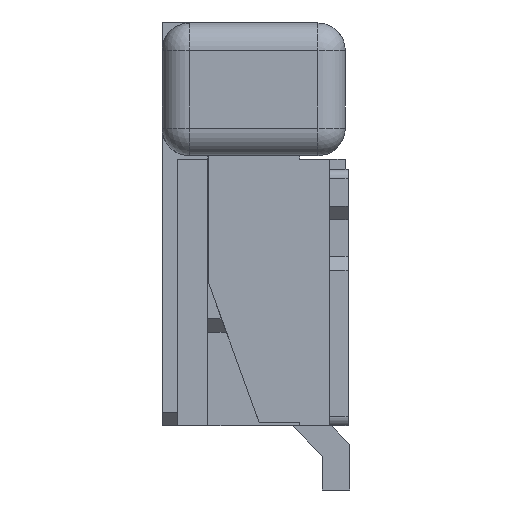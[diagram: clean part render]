
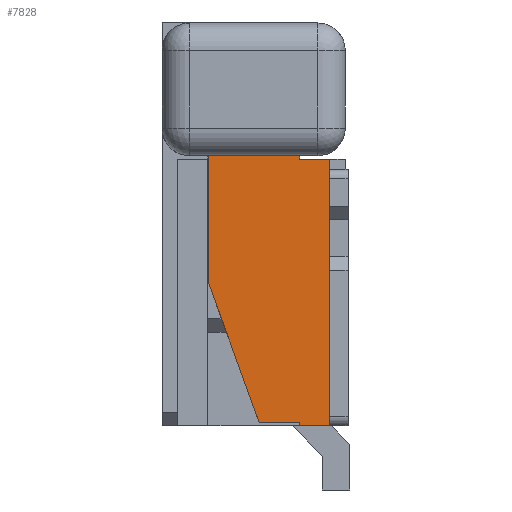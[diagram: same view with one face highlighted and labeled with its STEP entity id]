
A CAD part, left-side view. The second image highlights one B-rep face of the part: STEP entity #7828.
In plain terms, the highlighted planar face has unit normal (-1, 0, 0).
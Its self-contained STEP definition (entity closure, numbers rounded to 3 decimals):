
#504=DIRECTION('',(0.,0.,-1.));
#505=VECTOR('',#504,1.399);
#506=CARTESIAN_POINT('',(-8.37,0.49,-1.45));
#507=LINE('',#506,#505);
#524=DIRECTION('',(0.,0.,-1.));
#525=VECTOR('',#524,0.04);
#526=CARTESIAN_POINT('',(-8.37,-0.5,-1.45));
#527=LINE('',#526,#525);
#528=DIRECTION('',(0.,1.,0.));
#529=VECTOR('',#528,0.33);
#530=CARTESIAN_POINT('',(-8.37,-0.83,-1.49));
#531=LINE('',#530,#529);
#532=DIRECTION('',(0.,0.,1.));
#533=VECTOR('',#532,0.04);
#534=CARTESIAN_POINT('',(-8.37,-0.5,-4.4));
#535=LINE('',#534,#533);
#536=DIRECTION('',(0.,-0.342,-0.94));
#537=VECTOR('',#536,1.608);
#538=CARTESIAN_POINT('',(-8.37,0.49,-2.849));
#539=LINE('',#538,#537);
#540=DIRECTION('',(0.,-1.,0.));
#541=VECTOR('',#540,0.99);
#542=CARTESIAN_POINT('',(-8.37,0.49,-1.45));
#543=LINE('',#542,#541);
#601=DIRECTION('',(0.,0.,-1.));
#602=VECTOR('',#601,0.11);
#603=CARTESIAN_POINT('',(-8.37,-0.83,-1.49));
#604=LINE('',#603,#602);
#668=DIRECTION('',(0.,0.,1.));
#669=VECTOR('',#668,2.8);
#670=CARTESIAN_POINT('',(-8.37,-0.83,-4.4));
#671=LINE('',#670,#669);
#788=DIRECTION('',(0.,-1.,0.));
#789=VECTOR('',#788,0.33);
#790=CARTESIAN_POINT('',(-8.37,-0.5,-4.4));
#791=LINE('',#790,#789);
#5452=DIRECTION('',(0.,-1.,0.));
#5453=VECTOR('',#5452,0.44);
#5454=CARTESIAN_POINT('',(-8.37,-0.06,-4.36));
#5455=LINE('',#5454,#5453);
#5757=CARTESIAN_POINT('',(-8.37,-0.5,-1.45));
#5759=VERTEX_POINT('',#5757);
#5760=CARTESIAN_POINT('',(-8.37,-0.5,-1.49));
#5762=VERTEX_POINT('',#5760);
#6066=CARTESIAN_POINT('',(-8.37,-0.5,-4.4));
#6067=VERTEX_POINT('',#6066);
#6074=CARTESIAN_POINT('',(-8.37,0.49,-1.45));
#6075=VERTEX_POINT('',#6074);
#6076=CARTESIAN_POINT('',(-8.37,-0.5,-4.36));
#6078=VERTEX_POINT('',#6076);
#6120=CARTESIAN_POINT('',(-8.37,0.49,-2.849));
#6121=CARTESIAN_POINT('',(-8.37,-0.06,-4.36));
#6122=VERTEX_POINT('',#6120);
#6123=VERTEX_POINT('',#6121);
#6198=CARTESIAN_POINT('',(-8.37,-0.83,-4.4));
#6199=VERTEX_POINT('',#6198);
#6200=CARTESIAN_POINT('',(-8.37,-0.83,-1.6));
#6201=VERTEX_POINT('',#6200);
#6226=CARTESIAN_POINT('',(-8.37,-0.83,-1.49));
#6227=VERTEX_POINT('',#6226);
#7807=CARTESIAN_POINT('',(-8.37,0.83,-1.45));
#7808=DIRECTION('',(-1.,0.,0.));
#7809=DIRECTION('',(0.,-1.,0.));
#7810=AXIS2_PLACEMENT_3D('',#7807,#7808,#7809);
#7811=PLANE('',#7810);
#7812=ORIENTED_EDGE('',*,*,#7637,.T.);
#7813=ORIENTED_EDGE('',*,*,#7665,.F.);
#7815=ORIENTED_EDGE('',*,*,#7814,.T.);
#7817=ORIENTED_EDGE('',*,*,#7816,.F.);
#7819=ORIENTED_EDGE('',*,*,#7818,.F.);
#7820=ORIENTED_EDGE('',*,*,#7688,.T.);
#7822=ORIENTED_EDGE('',*,*,#7821,.F.);
#7823=ORIENTED_EDGE('',*,*,#7791,.F.);
#7824=ORIENTED_EDGE('',*,*,#7765,.F.);
#7825=ORIENTED_EDGE('',*,*,#7538,.T.);
#7826=EDGE_LOOP('',(#7812,#7813,#7815,#7817,#7819,#7820,#7822,#7823,#7824,
#7825));
#7827=FACE_OUTER_BOUND('',#7826,.F.);
#7538=EDGE_CURVE('',#6075,#5759,#543,.T.);
#7637=EDGE_CURVE('',#5759,#5762,#527,.T.);
#7665=EDGE_CURVE('',#6227,#5762,#531,.T.);
#7688=EDGE_CURVE('',#6067,#6078,#535,.T.);
#7765=EDGE_CURVE('',#6075,#6122,#507,.T.);
#7791=EDGE_CURVE('',#6122,#6123,#539,.T.);
#7814=EDGE_CURVE('',#6227,#6201,#604,.T.);
#7816=EDGE_CURVE('',#6199,#6201,#671,.T.);
#7818=EDGE_CURVE('',#6067,#6199,#791,.T.);
#7821=EDGE_CURVE('',#6123,#6078,#5455,.T.);
#7828=ADVANCED_FACE('',(#7827),#7811,.T.);
